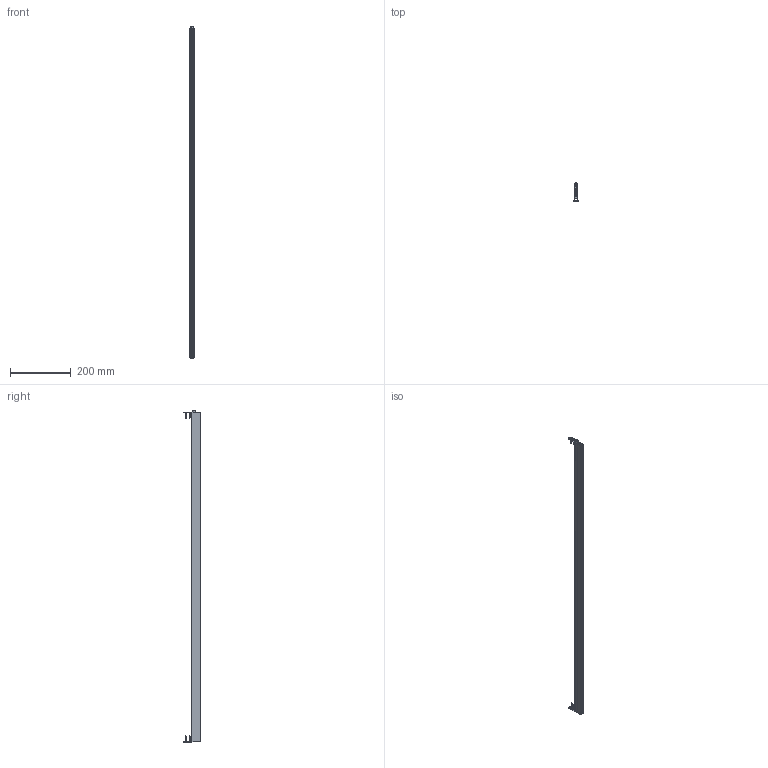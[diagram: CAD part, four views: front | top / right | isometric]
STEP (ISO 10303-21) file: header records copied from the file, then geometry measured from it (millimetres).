
FILE_DESCRIPTION (( 'STEP AP203' ), '1' );
FILE_NAME ('HS1085.STEP', '2024-12-31T08:36:50', ( '' ), ( '' ), 'SwSTEP 2.0', 'SolidWorks 2023', '' );
FILE_SCHEMA (( 'CONFIG_CONTROL_DESIGN' ));
Length unit declared in the file: millimetre
Products named in the file (6): Aussengehäuse_HS_1085; Innengeometrie_HS_1085; HS1085; Betätigungsteil_HS; Schraube d3x20_01; Haltewinkel_HS_01
Assembly tree (9 placements, depth 2):
  HS1085
    Aussengehäuse_HS_1085
    Betätigungsteil_HS
    Haltewinkel_HS_01  x2
    Schraube d3x20_01  x4
    Innengeometrie_HS_1085
Bounding box: 13.2 x 58.03 x 1091 mm (x, y, z)
Volume: 210993.6 mm3; surface area: 341723.4 mm2
Topology: 26 solids, 26 shells, 1145 faces, 3149 edges, 2084 vertices
Faces by surface type: plane 541, bspline 478, cylinder 100, cone 24, torus 2
Entity records: 45261 total; most frequent: CARTESIAN_POINT 25313, ORIENTED_EDGE 4672, DIRECTION 2644, EDGE_CURVE 2336, VERTEX_POINT 1553, VECTOR 1462, LINE 1462, EDGE_LOOP 947
